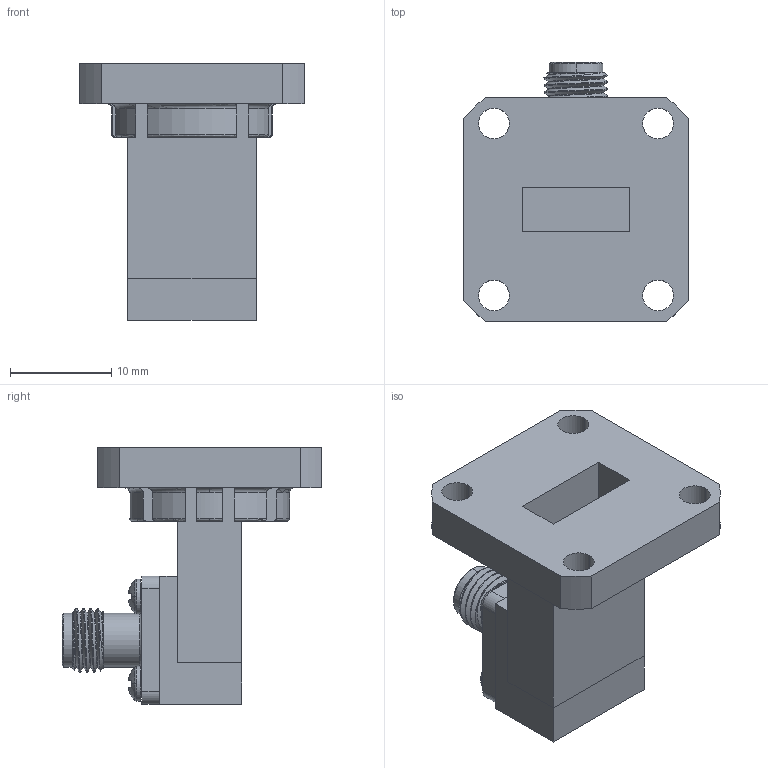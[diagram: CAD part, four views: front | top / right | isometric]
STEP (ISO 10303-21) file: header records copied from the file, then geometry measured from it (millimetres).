
FILE_DESCRIPTION (( 'STEP AP214' ), '1' );
FILE_NAME ('PEWCA1026.step', '2021-05-20T17:05:38', ( '' ), ( '' ), 'SwSTEP 2.0', 'SolidWorks 2020', '' );
FILE_SCHEMA (( 'AUTOMOTIVE_DESIGN' ));
Length unit declared in the file: inch
Products named in the file (3): Copy of SMA FEMALE^PEWCA1026; PEWCA1026
Assembly tree (2 placements, depth 2):
  PEWCA1026
    PEWCA1026
    Copy of SMA FEMALE^PEWCA1026
Bounding box: 22.23 x 25.72 x 25.4 mm (x, y, z)
Volume: 3718.3 mm3; surface area: 4319.6 mm2
Topology: 12 solids, 12 shells, 324 faces, 861 edges, 569 vertices
Faces by surface type: plane 141, cylinder 100, cone 32, bspline 31, torus 20
Entity records: 16501 total; most frequent: CARTESIAN_POINT 8648, ORIENTED_EDGE 1722, DIRECTION 1430, EDGE_CURVE 861, VERTEX_POINT 569, AXIS2_PLACEMENT_3D 536, LINE 358, VECTOR 358
